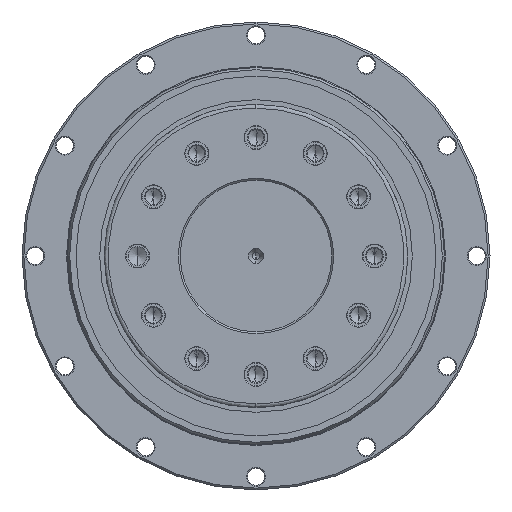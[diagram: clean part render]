
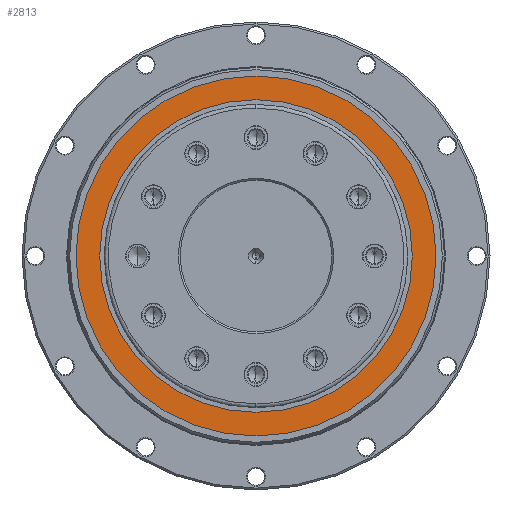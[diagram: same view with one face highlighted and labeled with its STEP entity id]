
A CAD part, left-side view. The second image highlights one B-rep face of the part: STEP entity #2813.
In plain terms, the highlighted face is planar.
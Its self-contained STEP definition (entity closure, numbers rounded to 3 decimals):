
#1167 = ORIENTED_EDGE ( 'NONE', *, *, #7801, .T. ) ;
#1479 = CARTESIAN_POINT ( 'NONE',  ( -95., 0., 97.49 ) ) ;
#2378 = CARTESIAN_POINT ( 'NONE',  ( 82.5, 0., 97.49 ) ) ;
#2813 = ADVANCED_FACE ( 'NONE', ( #43587, #42479 ), #38174, .T. ) ;
#4042 = DIRECTION ( 'NONE',  ( 0., 0., 1. ) ) ;
#4337 = CARTESIAN_POINT ( 'NONE',  ( 0., 0., 97.49 ) ) ;
#7801 = EDGE_CURVE ( 'NONE', #41092, #10649, #29623, .T. ) ;
#7939 = DIRECTION ( 'NONE',  ( -1., 0., 0. ) ) ;
#9017 = VERTEX_POINT ( 'NONE', #1479 ) ;
#9776 = CARTESIAN_POINT ( 'NONE',  ( 0., 0., 97.49 ) ) ;
#10649 = VERTEX_POINT ( 'NONE', #2378 ) ;
#12947 = EDGE_CURVE ( 'NONE', #41457, #9017, #13748, .T. ) ;
#13342 = DIRECTION ( 'NONE',  ( -1., 0., 0. ) ) ;
#13603 = DIRECTION ( 'NONE',  ( -1., 0., 0. ) ) ;
#13746 = DIRECTION ( 'NONE',  ( 0., 0., -1. ) ) ;
#13748 = CIRCLE ( 'NONE', #43245, 95. ) ;
#13887 = CARTESIAN_POINT ( 'NONE',  ( 0., 0., 97.49 ) ) ;
#17942 = AXIS2_PLACEMENT_3D ( 'NONE', #35902, #35805, #35744 ) ;
#18241 = EDGE_LOOP ( 'NONE', ( #39231, #35183 ) ) ;
#18315 = AXIS2_PLACEMENT_3D ( 'NONE', #25084, #4042, #28524 ) ;
#20709 = CARTESIAN_POINT ( 'NONE',  ( 95., 0., 97.49 ) ) ;
#21868 = CARTESIAN_POINT ( 'NONE',  ( -82.5, 0., 97.49 ) ) ;
#24700 = CIRCLE ( 'NONE', #36986, 82.5 ) ;
#25084 = CARTESIAN_POINT ( 'NONE',  ( 0., 0., 97.49 ) ) ;
#26948 = ORIENTED_EDGE ( 'NONE', *, *, #43249, .T. ) ;
#27029 = EDGE_LOOP ( 'NONE', ( #1167, #26948 ) ) ;
#28524 = DIRECTION ( 'NONE',  ( -1., 0., 0. ) ) ;
#28801 = DIRECTION ( 'NONE',  ( 0., 0., -1. ) ) ;
#29007 = CIRCLE ( 'NONE', #18315, 95. ) ;
#29623 = CIRCLE ( 'NONE', #35346, 82.5 ) ;
#34071 = DIRECTION ( 'NONE',  ( 0., 0., 1. ) ) ;
#35183 = ORIENTED_EDGE ( 'NONE', *, *, #12947, .T. ) ;
#35346 = AXIS2_PLACEMENT_3D ( 'NONE', #13887, #13746, #13603 ) ;
#35744 = DIRECTION ( 'NONE',  ( 1., 0., 0. ) ) ;
#35805 = DIRECTION ( 'NONE',  ( 0., 0., 1. ) ) ;
#35902 = CARTESIAN_POINT ( 'NONE',  ( 0., 0., 97.49 ) ) ;
#36986 = AXIS2_PLACEMENT_3D ( 'NONE', #4337, #28801, #7939 ) ;
#38174 = PLANE ( 'NONE',  #17942 ) ;
#39231 = ORIENTED_EDGE ( 'NONE', *, *, #39586, .T. ) ;
#39586 = EDGE_CURVE ( 'NONE', #9017, #41457, #29007, .T. ) ;
#41092 = VERTEX_POINT ( 'NONE', #21868 ) ;
#41457 = VERTEX_POINT ( 'NONE', #20709 ) ;
#42479 = FACE_OUTER_BOUND ( 'NONE', #18241, .T. ) ;
#43245 = AXIS2_PLACEMENT_3D ( 'NONE', #9776, #34071, #13342 ) ;
#43249 = EDGE_CURVE ( 'NONE', #10649, #41092, #24700, .T. ) ;
#43587 = FACE_BOUND ( 'NONE', #27029, .T. ) ;
